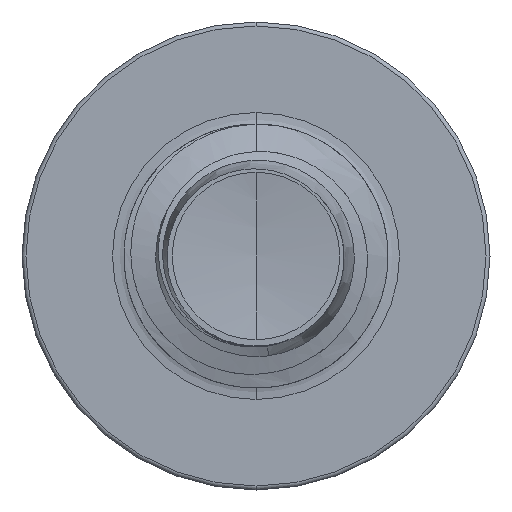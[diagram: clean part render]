
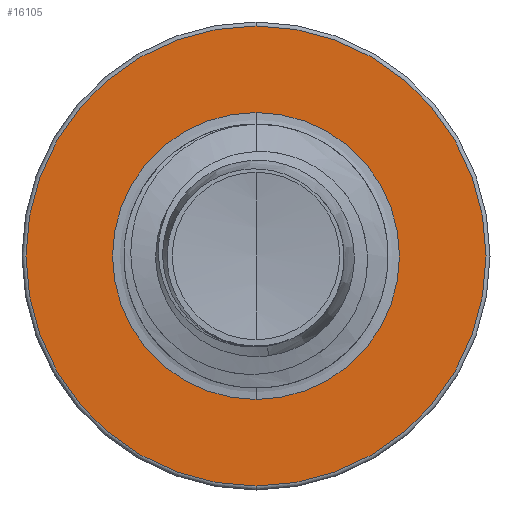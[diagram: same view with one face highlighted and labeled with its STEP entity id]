
A CAD part, front view. The second image highlights one B-rep face of the part: STEP entity #16105.
In plain terms, the highlighted planar face has unit normal (0, -1, 0).
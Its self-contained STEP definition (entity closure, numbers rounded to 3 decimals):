
#1075 = EDGE_CURVE ( 'NONE', #9994, #12108, #7883, .T. ) ;
#3611 = CIRCLE ( 'NONE', #22084, 1.917 ) ;
#4189 = ORIENTED_EDGE ( 'NONE', *, *, #18295, .F. ) ;
#4233 = AXIS2_PLACEMENT_3D ( 'NONE', #10391, #10364, #10105 ) ;
#4691 = EDGE_LOOP ( 'NONE', ( #18790, #22588 ) ) ;
#6249 = CARTESIAN_POINT ( 'NONE',  ( 0., 6.5, 0. ) ) ;
#6322 = EDGE_CURVE ( 'NONE', #8853, #21176, #8770, .T. ) ;
#7232 = CARTESIAN_POINT ( 'NONE',  ( 0., 6.5, -1.196 ) ) ;
#7559 = DIRECTION ( 'NONE',  ( 0., 1., 0. ) ) ;
#7883 = CIRCLE ( 'NONE', #17429, 1.196 ) ;
#8057 = PLANE ( 'NONE',  #14377 ) ;
#8149 = DIRECTION ( 'NONE',  ( 0., 0., 1. ) ) ;
#8668 = FACE_BOUND ( 'NONE', #4691, .T. ) ;
#8770 = CIRCLE ( 'NONE', #4233, 1.917 ) ;
#8853 = VERTEX_POINT ( 'NONE', #16588 ) ;
#9966 = DIRECTION ( 'NONE',  ( 0., 0., 1. ) ) ;
#9994 = VERTEX_POINT ( 'NONE', #22265 ) ;
#10105 = DIRECTION ( 'NONE',  ( 0., 0., 1. ) ) ;
#10364 = DIRECTION ( 'NONE',  ( 0., 1., 0. ) ) ;
#10391 = CARTESIAN_POINT ( 'NONE',  ( 0., 6.5, 0. ) ) ;
#10911 = EDGE_LOOP ( 'NONE', ( #4189, #14258 ) ) ;
#11616 = EDGE_CURVE ( 'NONE', #12108, #9994, #20521, .T. ) ;
#12108 = VERTEX_POINT ( 'NONE', #7232 ) ;
#13426 = CARTESIAN_POINT ( 'NONE',  ( 0., 6.5, 1.917 ) ) ;
#13725 = FACE_OUTER_BOUND ( 'NONE', #10911, .T. ) ;
#14258 = ORIENTED_EDGE ( 'NONE', *, *, #6322, .F. ) ;
#14377 = AXIS2_PLACEMENT_3D ( 'NONE', #18878, #20400, #9966 ) ;
#15111 = DIRECTION ( 'NONE',  ( 0., 0., 1. ) ) ;
#15134 = DIRECTION ( 'NONE',  ( 0., 1., 0. ) ) ;
#16105 = ADVANCED_FACE ( 'NONE', ( #13725, #8668 ), #8057, .F. ) ;
#16588 = CARTESIAN_POINT ( 'NONE',  ( 0., 6.5, -1.917 ) ) ;
#17429 = AXIS2_PLACEMENT_3D ( 'NONE', #21809, #15134, #15111 ) ;
#18295 = EDGE_CURVE ( 'NONE', #21176, #8853, #3611, .T. ) ;
#18465 = CARTESIAN_POINT ( 'NONE',  ( 0., 6.5, 0. ) ) ;
#18790 = ORIENTED_EDGE ( 'NONE', *, *, #1075, .T. ) ;
#18878 = CARTESIAN_POINT ( 'NONE',  ( 0., 6.5, -1.196 ) ) ;
#18972 = DIRECTION ( 'NONE',  ( 0., 1., 0. ) ) ;
#20025 = DIRECTION ( 'NONE',  ( 0., 0., 1. ) ) ;
#20400 = DIRECTION ( 'NONE',  ( 0., 1., 0. ) ) ;
#20521 = CIRCLE ( 'NONE', #21866, 1.196 ) ;
#21176 = VERTEX_POINT ( 'NONE', #13426 ) ;
#21809 = CARTESIAN_POINT ( 'NONE',  ( 0., 6.5, 0. ) ) ;
#21866 = AXIS2_PLACEMENT_3D ( 'NONE', #6249, #18972, #8149 ) ;
#22084 = AXIS2_PLACEMENT_3D ( 'NONE', #18465, #7559, #20025 ) ;
#22265 = CARTESIAN_POINT ( 'NONE',  ( 0., 6.5, 1.196 ) ) ;
#22588 = ORIENTED_EDGE ( 'NONE', *, *, #11616, .T. ) ;
